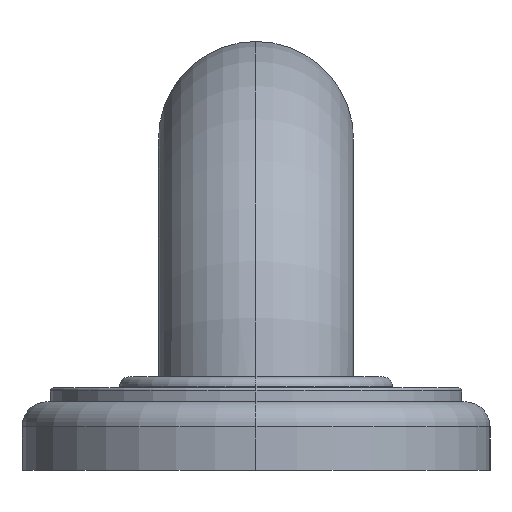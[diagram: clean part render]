
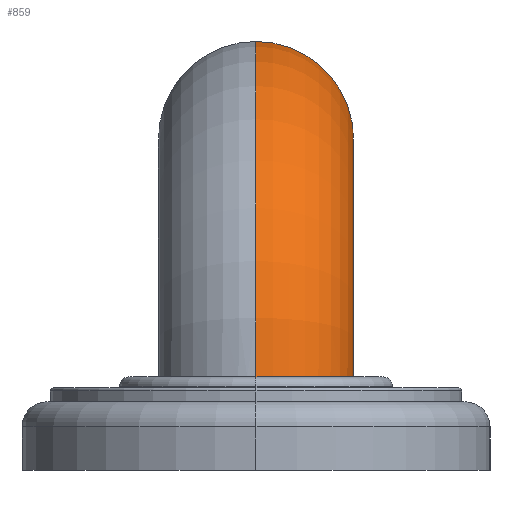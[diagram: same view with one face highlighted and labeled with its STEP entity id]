
A CAD part, left-side view. The second image highlights one B-rep face of the part: STEP entity #859.
In plain terms, the highlighted toroidal (fillet/blend) face has major radius 41.275 mm and minor radius 15.875 mm.
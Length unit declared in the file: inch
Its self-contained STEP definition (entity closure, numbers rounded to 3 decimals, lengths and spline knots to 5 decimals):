
#242=CARTESIAN_POINT('',(-14.375,0.,2.125));
#243=DIRECTION('',(1.,0.,0.));
#244=DIRECTION('',(0.,0.,1.));
#245=AXIS2_PLACEMENT_3D('',#242,#243,#244);
#251=CARTESIAN_POINT('',(-14.375,0.,0.5));
#252=DIRECTION('',(0.,1.,0.));
#253=DIRECTION('',(-0.999,0.,0.044));
#254=AXIS2_PLACEMENT_3D('',#251,#252,#253);
#256=CARTESIAN_POINT('',(-15.36999,0.,0.6));
#292=CARTESIAN_POINT('',(-16.62278,0.,0.6));
#294=CARTESIAN_POINT('',(-16.62278,0.,0.6));
#295=CARTESIAN_POINT('',(-16.62278,-0.01928,0.6));
#296=CARTESIAN_POINT('',(-16.621,-0.05766,0.6));
#297=CARTESIAN_POINT('',(-16.61301,-0.11496,0.6));
#298=CARTESIAN_POINT('',(-16.59979,-0.17116,0.6));
#299=CARTESIAN_POINT('',(-16.58139,-0.22602,0.6));
#300=CARTESIAN_POINT('',(-16.55806,-0.27882,0.6));
#301=CARTESIAN_POINT('',(-16.52988,-0.3294,0.6));
#302=CARTESIAN_POINT('',(-16.49725,-0.37701,0.6));
#303=CARTESIAN_POINT('',(-16.46022,-0.42157,0.6));
#304=CARTESIAN_POINT('',(-16.41939,-0.46238,0.6));
#305=CARTESIAN_POINT('',(-16.37478,-0.4994,0.6));
#306=CARTESIAN_POINT('',(-16.32711,-0.53203,0.6));
#307=CARTESIAN_POINT('',(-16.27645,-0.56023,0.6));
#308=CARTESIAN_POINT('',(-16.22354,-0.58357,0.6));
#309=CARTESIAN_POINT('',(-16.16855,-0.60199,0.6));
#310=CARTESIAN_POINT('',(-16.11219,-0.61522,0.6));
#311=CARTESIAN_POINT('',(-16.05474,-0.62323,0.6));
#312=CARTESIAN_POINT('',(-15.99683,-0.62589,0.6));
#313=CARTESIAN_POINT('',(-15.93891,-0.62321,0.6));
#314=CARTESIAN_POINT('',(-15.88141,-0.61519,0.6));
#315=CARTESIAN_POINT('',(-15.82498,-0.60192,0.6));
#316=CARTESIAN_POINT('',(-15.76989,-0.58346,0.6));
#317=CARTESIAN_POINT('',(-15.71687,-0.56006,0.6));
#318=CARTESIAN_POINT('',(-15.66608,-0.53179,0.6));
#319=CARTESIAN_POINT('',(-15.61829,-0.49908,0.6));
#320=CARTESIAN_POINT('',(-15.57357,-0.46199,0.6));
#321=CARTESIAN_POINT('',(-15.53264,-0.4211,0.6));
#322=CARTESIAN_POINT('',(-15.49554,-0.37648,0.6));
#323=CARTESIAN_POINT('',(-15.46287,-0.32884,0.6));
#324=CARTESIAN_POINT('',(-15.43466,-0.27826,0.6));
#325=CARTESIAN_POINT('',(-15.41134,-0.22551,0.6));
#326=CARTESIAN_POINT('',(-15.39295,-0.17073,0.6));
#327=CARTESIAN_POINT('',(-15.37974,-0.11465,0.6));
#328=CARTESIAN_POINT('',(-15.37176,-0.0575,0.6));
#329=CARTESIAN_POINT('',(-15.36999,-0.01923,0.6));
#330=CARTESIAN_POINT('',(-15.36999,0.,0.6));
#476=CARTESIAN_POINT('',(-14.375,0.,0.5));
#477=DIRECTION('',(0.,1.,0.));
#478=DIRECTION('',(-0.995,0.,0.1));
#479=AXIS2_PLACEMENT_3D('',#476,#477,#478);
#562=CARTESIAN_POINT('',(-14.375,0.,1.5));
#563=CARTESIAN_POINT('',(-14.375,0.,2.75));
#564=VERTEX_POINT('',#562);
#565=VERTEX_POINT('',#563);
#572=VERTEX_POINT('',#256);
#573=VERTEX_POINT('',#292);
#845=CARTESIAN_POINT('',(-14.375,0.,0.5));
#846=DIRECTION('',(0.,1.,0.));
#847=DIRECTION('',(1.,0.,0.));
#848=AXIS2_PLACEMENT_3D('',#845,#846,#847);
#849=TOROIDAL_SURFACE('',#848,1.625,0.625);
#851=ORIENTED_EDGE('',*,*,#850,.F.);
#853=ORIENTED_EDGE('',*,*,#852,.T.);
#854=ORIENTED_EDGE('',*,*,#835,.T.);
#856=ORIENTED_EDGE('',*,*,#855,.F.);
#857=EDGE_LOOP('',(#851,#853,#854,#856));
#858=FACE_OUTER_BOUND('',#857,.F.);
#859=ADVANCED_FACE('',(#858),#849,.T.);
#246=CIRCLE('',#245,0.625);
#255=CIRCLE('',#254,2.25);
#331=B_SPLINE_CURVE_WITH_KNOTS('',3,(#294,#295,#296,#297,#298,#299,#300,#301,
#302,#303,#304,#305,#306,#307,#308,#309,#310,#311,#312,#313,#314,#315,#316,#317,
#318,#319,#320,#321,#322,#323,#324,#325,#326,#327,#328,#329,#330),.UNSPECIFIED.,
.F.,.F.,(4,1,1,1,1,1,1,1,1,1,1,1,1,1,1,1,1,1,1,1,1,1,1,1,1,1,1,1,1,1,1,1,1,1,4),
(0.,0.02941,0.05882,0.08824,0.11765,
0.14706,0.17647,0.20588,0.23529,
0.26471,0.29412,0.32353,0.35294,
0.38235,0.41176,0.44118,0.47059,0.5,
0.52941,0.55882,0.58824,0.61765,
0.64706,0.67647,0.70588,0.73529,
0.76471,0.79412,0.82353,0.85294,
0.88235,0.91176,0.94118,0.97059,1.),
.UNSPECIFIED.);
#480=CIRCLE('',#479,1.);
#835=EDGE_CURVE('',#565,#564,#246,.T.);
#850=EDGE_CURVE('',#573,#572,#331,.T.);
#852=EDGE_CURVE('',#573,#565,#255,.T.);
#855=EDGE_CURVE('',#572,#564,#480,.T.);
